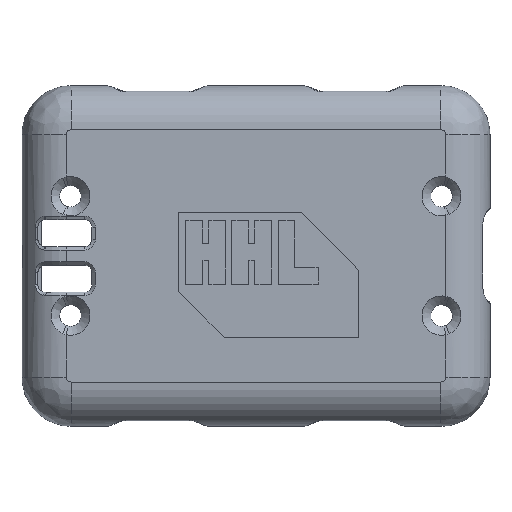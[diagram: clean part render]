
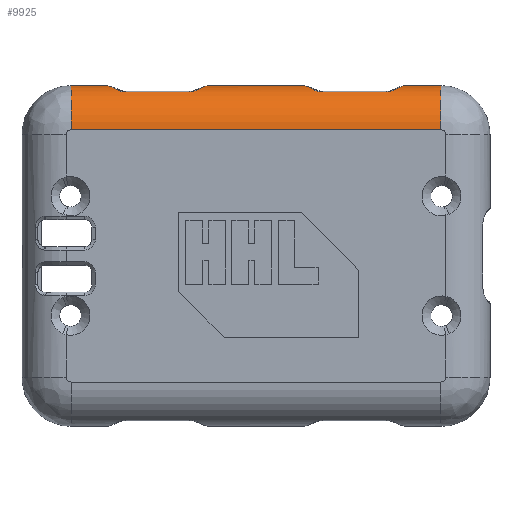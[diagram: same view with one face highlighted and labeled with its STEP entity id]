
A CAD part, top view. The second image highlights one B-rep face of the part: STEP entity #9925.
In plain terms, the highlighted cylindrical face has radius 4.5 mm (diameter 9 mm), a partial arc.
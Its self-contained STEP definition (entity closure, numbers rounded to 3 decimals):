
#932=FACE_OUTER_BOUND('',#1459,.T.);
#1459=EDGE_LOOP('',(#9122,#9123,#9124,#9125,#9126,#9127,#9128,#9129,#9130,
#9131,#9132,#9133,#9134,#9135,#9136,#9137));
#1776=CIRCLE('',#10647,4.5);
#1777=CIRCLE('',#10648,4.5);
#2071=LINE('',#14251,#3049);
#2738=LINE('',#19180,#3716);
#2740=LINE('',#19203,#3718);
#2741=LINE('',#19270,#3719);
#2773=LINE('',#19856,#3751);
#2776=LINE('',#19945,#3754);
#3049=VECTOR('',#11282,10.);
#3716=VECTOR('',#13027,10.);
#3718=VECTOR('',#13035,10.);
#3719=VECTOR('',#13042,10.);
#3751=VECTOR('',#13160,10.);
#3754=VECTOR('',#13189,10.);
#3920=B_SPLINE_CURVE_WITH_KNOTS('',3,(#19167,#19168,#19169,#19170),
 .UNSPECIFIED.,.F.,.F.,(4,4),(-0.1,0.),.UNSPECIFIED.);
#3922=B_SPLINE_CURVE_WITH_KNOTS('',3,(#19229,#19230,#19231,#19232),
 .UNSPECIFIED.,.F.,.F.,(4,4),(-0.21,0.),
 .UNSPECIFIED.);
#3924=B_SPLINE_CURVE_WITH_KNOTS('',3,(#19263,#19264,#19265,#19266),
 .UNSPECIFIED.,.F.,.F.,(4,4),(-0.1,0.),
 .UNSPECIFIED.);
#3932=B_SPLINE_CURVE_WITH_KNOTS('',3,(#19684,#19685,#19686,#19687),
 .UNSPECIFIED.,.F.,.F.,(4,4),(-0.21,0.),
 .UNSPECIFIED.);
#3934=B_SPLINE_CURVE_WITH_KNOTS('',3,(#19894,#19895,#19896,#19897),
 .UNSPECIFIED.,.F.,.F.,(4,4),(-0.1,0.),.UNSPECIFIED.);
#3936=B_SPLINE_CURVE_WITH_KNOTS('',3,(#19930,#19931,#19932,#19933),
 .UNSPECIFIED.,.F.,.F.,(4,4),(-0.1,0.),.UNSPECIFIED.);
#3938=B_SPLINE_CURVE_WITH_KNOTS('',3,(#19940,#19941,#19942,#19943),
 .UNSPECIFIED.,.F.,.F.,(4,4),(-0.21,0.),.UNSPECIFIED.);
#3939=B_SPLINE_CURVE_WITH_KNOTS('',3,(#19946,#19947,#19948,#19949),
 .UNSPECIFIED.,.F.,.F.,(4,4),(-0.21,0.),
 .UNSPECIFIED.);
#4211=VERTEX_POINT('',#14248);
#4212=VERTEX_POINT('',#14250);
#4752=VERTEX_POINT('',#17973);
#4813=VERTEX_POINT('',#18499);
#4833=VERTEX_POINT('',#18625);
#4847=VERTEX_POINT('',#19164);
#4848=VERTEX_POINT('',#19166);
#4849=VERTEX_POINT('',#19177);
#4851=VERTEX_POINT('',#19228);
#4852=VERTEX_POINT('',#19262);
#4853=VERTEX_POINT('',#19269);
#4871=VERTEX_POINT('',#19854);
#4872=VERTEX_POINT('',#19893);
#4874=VERTEX_POINT('',#19928);
#4875=VERTEX_POINT('',#19939);
#4876=VERTEX_POINT('',#19944);
#5225=EDGE_CURVE('',#4212,#4211,#2071,.T.);
#6247=EDGE_CURVE('',#4847,#4848,#3920,.T.);
#6251=EDGE_CURVE('',#4813,#4849,#2738,.T.);
#6253=EDGE_CURVE('',#4813,#4211,#1776,.T.);
#6254=EDGE_CURVE('',#4752,#4212,#1777,.T.);
#6255=EDGE_CURVE('',#4833,#4752,#2740,.T.);
#6256=EDGE_CURVE('',#4833,#4851,#3922,.T.);
#6259=EDGE_CURVE('',#4851,#4852,#3924,.T.);
#6261=EDGE_CURVE('',#4852,#4853,#2741,.T.);
#6300=EDGE_CURVE('',#4848,#4849,#3932,.T.);
#6317=EDGE_CURVE('',#4871,#4847,#2773,.T.);
#6322=EDGE_CURVE('',#4853,#4872,#3934,.T.);
#6326=EDGE_CURVE('',#4874,#4871,#3936,.T.);
#6328=EDGE_CURVE('',#4875,#4874,#3938,.T.);
#6329=EDGE_CURVE('',#4875,#4876,#2776,.T.);
#6330=EDGE_CURVE('',#4872,#4876,#3939,.T.);
#9122=ORIENTED_EDGE('',*,*,#6328,.F.);
#9123=ORIENTED_EDGE('',*,*,#6329,.T.);
#9124=ORIENTED_EDGE('',*,*,#6330,.F.);
#9125=ORIENTED_EDGE('',*,*,#6322,.F.);
#9126=ORIENTED_EDGE('',*,*,#6261,.F.);
#9127=ORIENTED_EDGE('',*,*,#6259,.F.);
#9128=ORIENTED_EDGE('',*,*,#6256,.F.);
#9129=ORIENTED_EDGE('',*,*,#6255,.T.);
#9130=ORIENTED_EDGE('',*,*,#6254,.T.);
#9131=ORIENTED_EDGE('',*,*,#5225,.T.);
#9132=ORIENTED_EDGE('',*,*,#6253,.F.);
#9133=ORIENTED_EDGE('',*,*,#6251,.T.);
#9134=ORIENTED_EDGE('',*,*,#6300,.F.);
#9135=ORIENTED_EDGE('',*,*,#6247,.F.);
#9136=ORIENTED_EDGE('',*,*,#6317,.F.);
#9137=ORIENTED_EDGE('',*,*,#6326,.F.);
#9430=CYLINDRICAL_SURFACE('',#10708,4.5);
#9925=ADVANCED_FACE('',(#932),#9430,.T.);
#10647=AXIS2_PLACEMENT_3D('',#19191,#13029,#13030);
#10648=AXIS2_PLACEMENT_3D('',#19201,#13031,#13032);
#10708=AXIS2_PLACEMENT_3D('',#19938,#13187,#13188);
#11282=DIRECTION('',(1.,0.,0.));
#13027=DIRECTION('',(-1.,0.,0.));
#13029=DIRECTION('center_axis',(1.,0.,0.));
#13030=DIRECTION('ref_axis',(0.,1.,0.));
#13031=DIRECTION('center_axis',(1.,0.,0.));
#13032=DIRECTION('ref_axis',(0.,1.,0.));
#13035=DIRECTION('',(-1.,0.,0.));
#13042=DIRECTION('',(1.,0.,0.));
#13160=DIRECTION('',(1.,0.,0.));
#13187=DIRECTION('center_axis',(1.,0.,0.));
#13188=DIRECTION('ref_axis',(0.,0.707,0.707));
#13189=DIRECTION('',(-1.,0.,0.));
#14248=CARTESIAN_POINT('',(28.85,21.344,6.75));
#14250=CARTESIAN_POINT('',(-8.8,21.344,6.75));
#14251=CARTESIAN_POINT('',(21.938,21.344,6.75));
#17973=CARTESIAN_POINT('',(-8.8,25.844,2.25));
#18499=CARTESIAN_POINT('',(28.85,25.844,2.25));
#18625=CARTESIAN_POINT('',(-5.264,25.844,2.25));
#19164=CARTESIAN_POINT('',(23.323,25.192,4.584));
#19166=CARTESIAN_POINT('',(24.19,25.416,4.167));
#19167=CARTESIAN_POINT('Ctrl Pts',(23.323,25.192,4.584));
#19168=CARTESIAN_POINT('Ctrl Pts',(23.654,25.192,4.584));
#19169=CARTESIAN_POINT('Ctrl Pts',(23.974,25.296,4.422));
#19170=CARTESIAN_POINT('Ctrl Pts',(24.19,25.416,4.167));
#19177=CARTESIAN_POINT('',(25.314,25.844,2.25));
#19180=CARTESIAN_POINT('',(21.938,25.844,2.25));
#19191=CARTESIAN_POINT('Origin',(28.85,21.344,2.25));
#19201=CARTESIAN_POINT('Origin',(-8.8,21.344,2.25));
#19203=CARTESIAN_POINT('',(21.938,25.844,2.25));
#19228=CARTESIAN_POINT('',(-4.14,25.416,4.167));
#19229=CARTESIAN_POINT('Ctrl Pts',(-5.264,25.844,2.25));
#19230=CARTESIAN_POINT('Ctrl Pts',(-4.99,25.844,2.973));
#19231=CARTESIAN_POINT('Ctrl Pts',(-4.597,25.669,3.628));
#19232=CARTESIAN_POINT('Ctrl Pts',(-4.14,25.416,4.167));
#19262=CARTESIAN_POINT('',(-3.273,25.192,4.584));
#19263=CARTESIAN_POINT('Ctrl Pts',(-4.14,25.416,4.167));
#19264=CARTESIAN_POINT('Ctrl Pts',(-3.924,25.296,4.422));
#19265=CARTESIAN_POINT('Ctrl Pts',(-3.604,25.192,4.584));
#19266=CARTESIAN_POINT('Ctrl Pts',(-3.273,25.192,4.584));
#19269=CARTESIAN_POINT('',(3.273,25.192,4.584));
#19270=CARTESIAN_POINT('',(21.938,25.192,4.584));
#19684=CARTESIAN_POINT('Ctrl Pts',(24.19,25.416,4.167));
#19685=CARTESIAN_POINT('Ctrl Pts',(24.647,25.669,3.628));
#19686=CARTESIAN_POINT('Ctrl Pts',(25.04,25.844,2.973));
#19687=CARTESIAN_POINT('Ctrl Pts',(25.314,25.844,2.25));
#19854=CARTESIAN_POINT('',(16.777,25.192,4.584));
#19856=CARTESIAN_POINT('',(21.938,25.192,4.584));
#19893=CARTESIAN_POINT('',(4.14,25.416,4.167));
#19894=CARTESIAN_POINT('Ctrl Pts',(3.273,25.192,4.584));
#19895=CARTESIAN_POINT('Ctrl Pts',(3.604,25.192,4.584));
#19896=CARTESIAN_POINT('Ctrl Pts',(3.924,25.296,4.422));
#19897=CARTESIAN_POINT('Ctrl Pts',(4.14,25.416,4.167));
#19928=CARTESIAN_POINT('',(15.91,25.416,4.167));
#19930=CARTESIAN_POINT('Ctrl Pts',(15.91,25.416,4.167));
#19931=CARTESIAN_POINT('Ctrl Pts',(16.126,25.296,4.422));
#19932=CARTESIAN_POINT('Ctrl Pts',(16.446,25.192,4.584));
#19933=CARTESIAN_POINT('Ctrl Pts',(16.777,25.192,4.584));
#19938=CARTESIAN_POINT('Origin',(21.938,21.344,2.25));
#19939=CARTESIAN_POINT('',(14.786,25.844,2.25));
#19940=CARTESIAN_POINT('Ctrl Pts',(14.786,25.844,2.25));
#19941=CARTESIAN_POINT('Ctrl Pts',(15.06,25.844,2.973));
#19942=CARTESIAN_POINT('Ctrl Pts',(15.453,25.669,3.628));
#19943=CARTESIAN_POINT('Ctrl Pts',(15.91,25.416,4.167));
#19944=CARTESIAN_POINT('',(5.264,25.844,2.25));
#19945=CARTESIAN_POINT('',(21.938,25.844,2.25));
#19946=CARTESIAN_POINT('Ctrl Pts',(4.14,25.416,4.167));
#19947=CARTESIAN_POINT('Ctrl Pts',(4.597,25.669,3.628));
#19948=CARTESIAN_POINT('Ctrl Pts',(4.99,25.844,2.973));
#19949=CARTESIAN_POINT('Ctrl Pts',(5.264,25.844,2.25));
